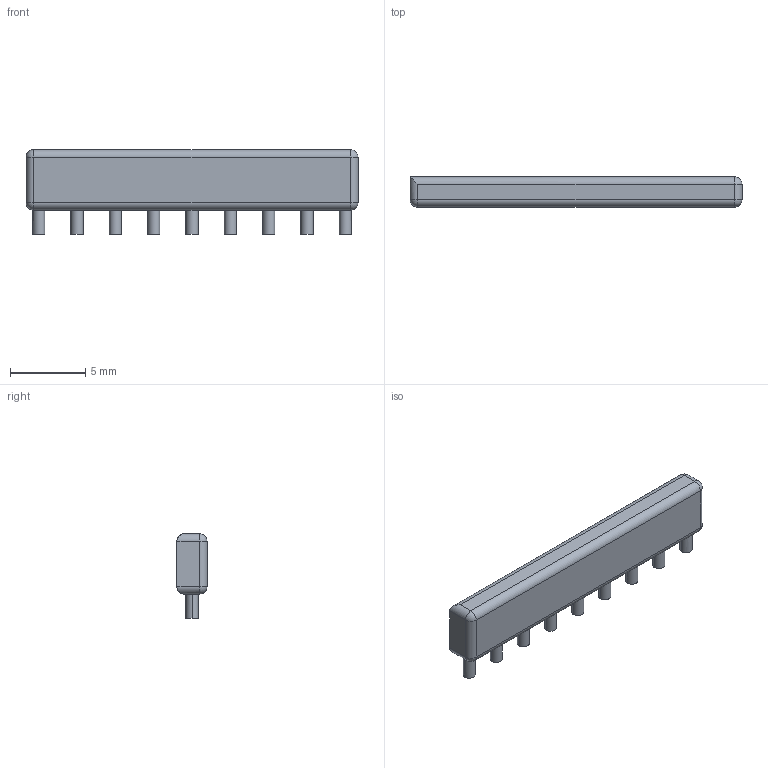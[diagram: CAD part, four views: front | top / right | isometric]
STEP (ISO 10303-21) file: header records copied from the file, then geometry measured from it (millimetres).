
FILE_DESCRIPTION (( 'STEP AP214' ), '1' );
FILE_NAME ('SIP9RES.STEP', '2012-03-22T08:05:01', ( 'Lenovo User' ), ( 'Lenovo (Beijing) Limited' ), 'SwSTEP 2.0', 'SolidWorks 2011', '' );
FILE_SCHEMA (( 'AUTOMOTIVE_DESIGN' ));
Length unit declared in the file: millimetre
Products named in the file (1): SIP9RES
Bounding box: 22 x 2 x 5.6 mm (x, y, z)
Volume: 177.6 mm3; surface area: 292.8 mm2
Topology: 1 solids, 1 shells, 59 faces, 210 edges, 161 vertices
Faces by surface type: cylinder 29, plane 24, sphere 6
Entity records: 3338 total; most frequent: CARTESIAN_POINT 1285, ORIENTED_EDGE 408, DIRECTION 315, EDGE_CURVE 204, VERTEX_POINT 161, AXIS2_PLACEMENT_3D 118, VECTOR 79, LINE 79
